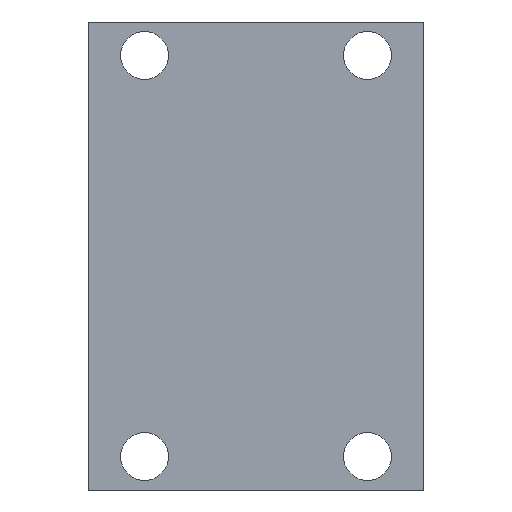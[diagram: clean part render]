
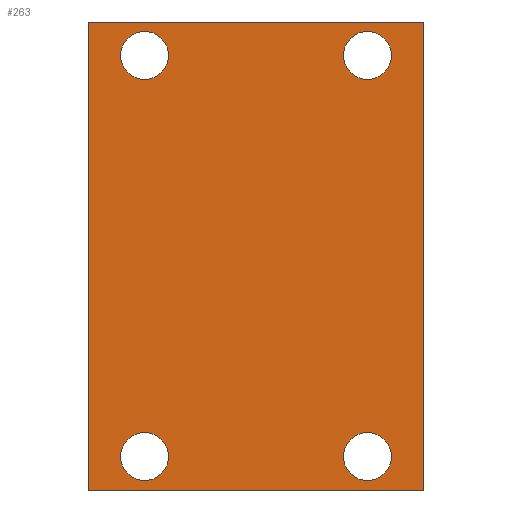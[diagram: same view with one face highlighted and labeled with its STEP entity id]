
A CAD part, front view. The second image highlights one B-rep face of the part: STEP entity #263.
In plain terms, the highlighted planar face has unit normal (0, -1, 0).
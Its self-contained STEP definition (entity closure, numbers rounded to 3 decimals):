
#3 = VERTEX_POINT ( 'NONE', #173 ) ;
#6 = DIRECTION ( 'NONE',  ( 0., 1., 0. ) ) ;
#25 = FACE_BOUND ( 'NONE', #216, .T. ) ;
#32 = AXIS2_PLACEMENT_3D ( 'NONE', #425, #536, #62 ) ;
#34 = CARTESIAN_POINT ( 'NONE',  ( 25., -33., 18. ) ) ;
#35 = CARTESIAN_POINT ( 'NONE',  ( 5., -33., -18. ) ) ;
#49 = DIRECTION ( 'NONE',  ( 0., 1., 0. ) ) ;
#50 = DIRECTION ( 'NONE',  ( 0., 1., 0. ) ) ;
#62 = DIRECTION ( 'NONE',  ( 0., 0., 1. ) ) ;
#67 = ORIENTED_EDGE ( 'NONE', *, *, #76, .T. ) ;
#69 = ORIENTED_EDGE ( 'NONE', *, *, #253, .T. ) ;
#71 = CARTESIAN_POINT ( 'NONE',  ( 30., -33., -21. ) ) ;
#72 = VERTEX_POINT ( 'NONE', #185 ) ;
#76 = EDGE_CURVE ( 'NONE', #184, #300, #533, .T. ) ;
#81 = CARTESIAN_POINT ( 'NONE',  ( 25., -33., -15.85 ) ) ;
#84 = ORIENTED_EDGE ( 'NONE', *, *, #364, .T. ) ;
#87 = CARTESIAN_POINT ( 'NONE',  ( 0., -33., -21. ) ) ;
#99 = FACE_BOUND ( 'NONE', #239, .T. ) ;
#103 = CARTESIAN_POINT ( 'NONE',  ( 25., -33., 18. ) ) ;
#104 = VERTEX_POINT ( 'NONE', #301 ) ;
#110 = AXIS2_PLACEMENT_3D ( 'NONE', #469, #49, #589 ) ;
#116 = FACE_BOUND ( 'NONE', #475, .T. ) ;
#140 = CARTESIAN_POINT ( 'NONE',  ( 30., -33., -21. ) ) ;
#143 = CARTESIAN_POINT ( 'NONE',  ( 25., -33., -18. ) ) ;
#146 = VERTEX_POINT ( 'NONE', #498 ) ;
#151 = FACE_OUTER_BOUND ( 'NONE', #248, .T. ) ;
#163 = DIRECTION ( 'NONE',  ( 0., 0., -1. ) ) ;
#168 = DIRECTION ( 'NONE',  ( 0., 0., 1. ) ) ;
#173 = CARTESIAN_POINT ( 'NONE',  ( 5., -33., 20.15 ) ) ;
#184 = VERTEX_POINT ( 'NONE', #218 ) ;
#185 = CARTESIAN_POINT ( 'NONE',  ( 25., -33., -20.15 ) ) ;
#187 = VERTEX_POINT ( 'NONE', #81 ) ;
#188 = AXIS2_PLACEMENT_3D ( 'NONE', #250, #198, #312 ) ;
#190 = CIRCLE ( 'NONE', #666, 2.15 ) ;
#195 = ORIENTED_EDGE ( 'NONE', *, *, #413, .T. ) ;
#198 = DIRECTION ( 'NONE',  ( 0., 1., 0. ) ) ;
#216 = EDGE_LOOP ( 'NONE', ( #84, #195 ) ) ;
#218 = CARTESIAN_POINT ( 'NONE',  ( 5., -33., -20.15 ) ) ;
#219 = VERTEX_POINT ( 'NONE', #497 ) ;
#222 = FACE_BOUND ( 'NONE', #388, .T. ) ;
#224 = AXIS2_PLACEMENT_3D ( 'NONE', #35, #409, #512 ) ;
#231 = CIRCLE ( 'NONE', #32, 2.15 ) ;
#239 = EDGE_LOOP ( 'NONE', ( #560, #631 ) ) ;
#248 = EDGE_LOOP ( 'NONE', ( #657, #514, #379, #69 ) ) ;
#249 = DIRECTION ( 'NONE',  ( 0., 1., 0. ) ) ;
#250 = CARTESIAN_POINT ( 'NONE',  ( 5., -33., 18. ) ) ;
#253 = EDGE_CURVE ( 'NONE', #146, #434, #501, .T. ) ;
#256 = DIRECTION ( 'NONE',  ( 0., 0., 1. ) ) ;
#259 = CARTESIAN_POINT ( 'NONE',  ( 25., -33., -18. ) ) ;
#262 = EDGE_CURVE ( 'NONE', #104, #219, #623, .T. ) ;
#263 = ADVANCED_FACE ( 'NONE', ( #25, #222, #116, #99, #151 ), #524, .F. ) ;
#272 = CARTESIAN_POINT ( 'NONE',  ( 5., -33., -18. ) ) ;
#282 = LINE ( 'NONE', #71, #473 ) ;
#300 = VERTEX_POINT ( 'NONE', #319 ) ;
#301 = CARTESIAN_POINT ( 'NONE',  ( 25., -33., 20.15 ) ) ;
#312 = DIRECTION ( 'NONE',  ( 0., 0., 1. ) ) ;
#315 = DIRECTION ( 'NONE',  ( 0., 0., 1. ) ) ;
#319 = CARTESIAN_POINT ( 'NONE',  ( 5., -33., -15.85 ) ) ;
#325 = CIRCLE ( 'NONE', #433, 2.15 ) ;
#337 = ORIENTED_EDGE ( 'NONE', *, *, #262, .T. ) ;
#364 = EDGE_CURVE ( 'NONE', #3, #442, #231, .T. ) ;
#366 = VERTEX_POINT ( 'NONE', #87 ) ;
#368 = ORIENTED_EDGE ( 'NONE', *, *, #515, .T. ) ;
#369 = DIRECTION ( 'NONE',  ( -1., 0., 0. ) ) ;
#379 = ORIENTED_EDGE ( 'NONE', *, *, #573, .F. ) ;
#380 = CARTESIAN_POINT ( 'NONE',  ( 30., -33., 21. ) ) ;
#384 = EDGE_CURVE ( 'NONE', #187, #72, #561, .T. ) ;
#386 = EDGE_CURVE ( 'NONE', #620, #366, #624, .T. ) ;
#388 = EDGE_LOOP ( 'NONE', ( #337, #554 ) ) ;
#390 = AXIS2_PLACEMENT_3D ( 'NONE', #103, #50, #315 ) ;
#401 = CIRCLE ( 'NONE', #188, 2.15 ) ;
#409 = DIRECTION ( 'NONE',  ( 0., 1., 0. ) ) ;
#413 = EDGE_CURVE ( 'NONE', #442, #3, #401, .T. ) ;
#414 = CARTESIAN_POINT ( 'NONE',  ( 5., -33., 15.85 ) ) ;
#416 = AXIS2_PLACEMENT_3D ( 'NONE', #34, #592, #550 ) ;
#424 = DIRECTION ( 'NONE',  ( 0., 0., -1. ) ) ;
#425 = CARTESIAN_POINT ( 'NONE',  ( 5., -33., 18. ) ) ;
#432 = LINE ( 'NONE', #643, #435 ) ;
#433 = AXIS2_PLACEMENT_3D ( 'NONE', #143, #249, #256 ) ;
#434 = VERTEX_POINT ( 'NONE', #577 ) ;
#435 = VECTOR ( 'NONE', #163, 1000. ) ;
#442 = VERTEX_POINT ( 'NONE', #414 ) ;
#469 = CARTESIAN_POINT ( 'NONE',  ( 30., -33., -21. ) ) ;
#473 = VECTOR ( 'NONE', #424, 1000. ) ;
#475 = EDGE_LOOP ( 'NONE', ( #368, #67 ) ) ;
#477 = EDGE_CURVE ( 'NONE', #219, #104, #599, .T. ) ;
#490 = DIRECTION ( 'NONE',  ( -1., 0., 0. ) ) ;
#497 = CARTESIAN_POINT ( 'NONE',  ( 25., -33., 15.85 ) ) ;
#498 = CARTESIAN_POINT ( 'NONE',  ( 30., -33., 21. ) ) ;
#500 = EDGE_CURVE ( 'NONE', #72, #187, #325, .T. ) ;
#501 = LINE ( 'NONE', #380, #556 ) ;
#512 = DIRECTION ( 'NONE',  ( 0., 0., 1. ) ) ;
#514 = ORIENTED_EDGE ( 'NONE', *, *, #386, .F. ) ;
#515 = EDGE_CURVE ( 'NONE', #300, #184, #190, .T. ) ;
#524 = PLANE ( 'NONE',  #110 ) ;
#527 = AXIS2_PLACEMENT_3D ( 'NONE', #259, #6, #632 ) ;
#533 = CIRCLE ( 'NONE', #224, 2.15 ) ;
#536 = DIRECTION ( 'NONE',  ( 0., 1., 0. ) ) ;
#550 = DIRECTION ( 'NONE',  ( 0., 0., 1. ) ) ;
#554 = ORIENTED_EDGE ( 'NONE', *, *, #477, .T. ) ;
#556 = VECTOR ( 'NONE', #490, 1000. ) ;
#558 = EDGE_CURVE ( 'NONE', #434, #366, #432, .T. ) ;
#560 = ORIENTED_EDGE ( 'NONE', *, *, #384, .T. ) ;
#561 = CIRCLE ( 'NONE', #527, 2.15 ) ;
#573 = EDGE_CURVE ( 'NONE', #146, #620, #282, .T. ) ;
#577 = CARTESIAN_POINT ( 'NONE',  ( 0., -33., 21. ) ) ;
#589 = DIRECTION ( 'NONE',  ( 0., 0., 1. ) ) ;
#592 = DIRECTION ( 'NONE',  ( 0., 1., 0. ) ) ;
#599 = CIRCLE ( 'NONE', #390, 2.15 ) ;
#608 = VECTOR ( 'NONE', #369, 1000. ) ;
#620 = VERTEX_POINT ( 'NONE', #628 ) ;
#623 = CIRCLE ( 'NONE', #416, 2.15 ) ;
#624 = LINE ( 'NONE', #140, #608 ) ;
#628 = CARTESIAN_POINT ( 'NONE',  ( 30., -33., -21. ) ) ;
#631 = ORIENTED_EDGE ( 'NONE', *, *, #500, .T. ) ;
#632 = DIRECTION ( 'NONE',  ( 0., 0., 1. ) ) ;
#638 = DIRECTION ( 'NONE',  ( 0., 1., 0. ) ) ;
#643 = CARTESIAN_POINT ( 'NONE',  ( 0., -33., -21. ) ) ;
#657 = ORIENTED_EDGE ( 'NONE', *, *, #558, .T. ) ;
#666 = AXIS2_PLACEMENT_3D ( 'NONE', #272, #638, #168 ) ;
